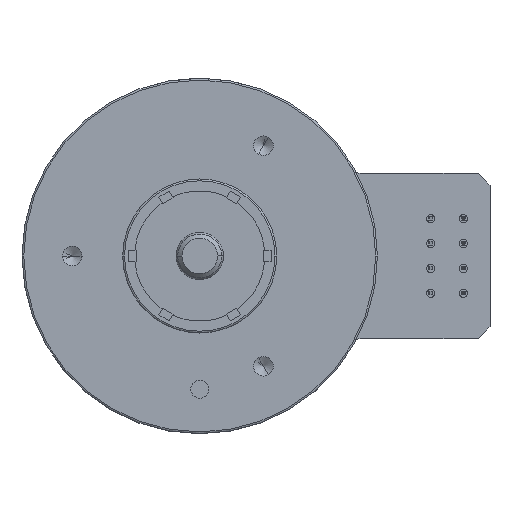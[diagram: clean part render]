
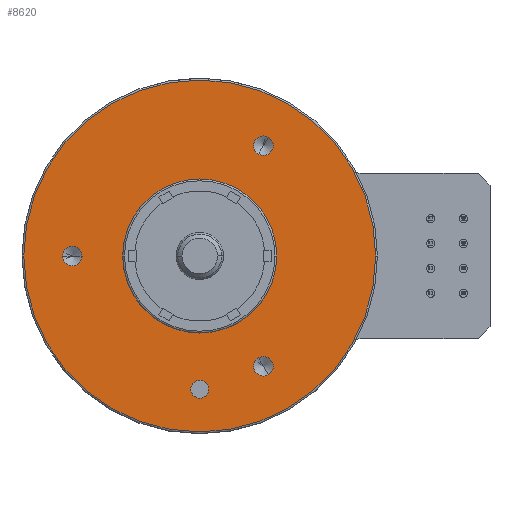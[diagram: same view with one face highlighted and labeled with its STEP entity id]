
A CAD part, left-side view. The second image highlights one B-rep face of the part: STEP entity #8620.
In plain terms, the highlighted planar face has unit normal (-1, 0, 0).
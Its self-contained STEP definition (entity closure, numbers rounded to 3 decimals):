
#1283=CARTESIAN_POINT('',(23.1,0.,0.));
#1284=DIRECTION('',(-1.,0.,0.));
#1285=DIRECTION('',(0.,-1.,0.));
#1286=AXIS2_PLACEMENT_3D('',#1283,#1284,#1285);
#1291=CARTESIAN_POINT('',(23.1,0.,0.));
#1292=DIRECTION('',(-1.,0.,0.));
#1293=DIRECTION('',(0.,1.,0.));
#1294=AXIS2_PLACEMENT_3D('',#1291,#1292,#1293);
#1299=CARTESIAN_POINT('',(23.1,21.5,0.));
#1300=DIRECTION('',(-1.,0.,0.));
#1301=DIRECTION('',(0.,1.,0.));
#1302=AXIS2_PLACEMENT_3D('',#1299,#1300,#1301);
#1307=CARTESIAN_POINT('',(23.1,21.5,0.));
#1308=DIRECTION('',(-1.,0.,0.));
#1309=DIRECTION('',(0.,-1.,0.));
#1310=AXIS2_PLACEMENT_3D('',#1307,#1308,#1309);
#1315=CARTESIAN_POINT('',(23.1,-10.75,-18.62));
#1316=DIRECTION('',(-1.,0.,0.));
#1317=DIRECTION('',(0.,-0.5,-0.866));
#1318=AXIS2_PLACEMENT_3D('',#1315,#1316,#1317);
#1323=CARTESIAN_POINT('',(23.1,-10.75,-18.62));
#1324=DIRECTION('',(-1.,0.,0.));
#1325=DIRECTION('',(0.,0.5,0.866));
#1326=AXIS2_PLACEMENT_3D('',#1323,#1324,#1325);
#1331=CARTESIAN_POINT('',(23.1,-10.75,18.62));
#1332=DIRECTION('',(-1.,0.,0.));
#1333=DIRECTION('',(0.,-0.5,0.866));
#1334=AXIS2_PLACEMENT_3D('',#1331,#1332,#1333);
#1339=CARTESIAN_POINT('',(23.1,-10.75,18.62));
#1340=DIRECTION('',(-1.,0.,0.));
#1341=DIRECTION('',(0.,0.5,-0.866));
#1342=AXIS2_PLACEMENT_3D('',#1339,#1340,#1341);
#1347=CARTESIAN_POINT('',(23.1,0.,-22.5));
#1348=DIRECTION('',(1.,0.,0.));
#1349=DIRECTION('',(0.,1.,0.));
#1350=AXIS2_PLACEMENT_3D('',#1347,#1348,#1349);
#1355=CARTESIAN_POINT('',(23.1,0.,-22.5));
#1356=DIRECTION('',(1.,0.,0.));
#1357=DIRECTION('',(0.,-1.,0.));
#1358=AXIS2_PLACEMENT_3D('',#1355,#1356,#1357);
#1514=CARTESIAN_POINT('',(23.1,0.,0.));
#1515=DIRECTION('',(-1.,0.,0.));
#1516=DIRECTION('',(0.,1.,0.));
#1517=AXIS2_PLACEMENT_3D('',#1514,#1515,#1516);
#1695=CARTESIAN_POINT('',(23.1,0.,0.));
#1696=DIRECTION('',(1.,0.,0.));
#1697=DIRECTION('',(0.,1.,0.));
#1698=AXIS2_PLACEMENT_3D('',#1695,#1696,#1697);
#6590=CARTESIAN_POINT('',(23.1,13.,0.));
#6591=CARTESIAN_POINT('',(23.1,-13.,0.));
#6592=VERTEX_POINT('',#6590);
#6593=VERTEX_POINT('',#6591);
#6594=CARTESIAN_POINT('',(23.1,-29.7,0.));
#6595=CARTESIAN_POINT('',(23.1,29.7,0.));
#6596=VERTEX_POINT('',#6594);
#6597=VERTEX_POINT('',#6595);
#6648=CARTESIAN_POINT('',(23.1,23.15,0.));
#6649=CARTESIAN_POINT('',(23.1,19.85,0.));
#6650=VERTEX_POINT('',#6648);
#6651=VERTEX_POINT('',#6649);
#6658=CARTESIAN_POINT('',(23.1,-11.575,-20.048));
#6659=CARTESIAN_POINT('',(23.1,-9.925,-17.191));
#6660=VERTEX_POINT('',#6658);
#6661=VERTEX_POINT('',#6659);
#6668=CARTESIAN_POINT('',(23.1,-11.575,20.048));
#6669=CARTESIAN_POINT('',(23.1,-9.925,17.191));
#6670=VERTEX_POINT('',#6668);
#6671=VERTEX_POINT('',#6669);
#6676=CARTESIAN_POINT('',(23.1,1.5,-22.5));
#6677=CARTESIAN_POINT('',(23.1,-1.5,-22.5));
#6678=VERTEX_POINT('',#6676);
#6679=VERTEX_POINT('',#6677);
#8580=CARTESIAN_POINT('',(23.1,0.,0.));
#8581=DIRECTION('',(1.,0.,0.));
#8582=DIRECTION('',(0.,-1.,0.));
#8583=AXIS2_PLACEMENT_3D('',#8580,#8581,#8582);
#8584=PLANE('',#8583);
#8586=ORIENTED_EDGE('',*,*,#8585,.F.);
#8587=ORIENTED_EDGE('',*,*,#8563,.F.);
#8588=EDGE_LOOP('',(#8586,#8587));
#8589=FACE_OUTER_BOUND('',#8588,.F.);
#8591=ORIENTED_EDGE('',*,*,#8590,.T.);
#8593=ORIENTED_EDGE('',*,*,#8592,.F.);
#8594=EDGE_LOOP('',(#8591,#8593));
#8595=FACE_BOUND('',#8594,.F.);
#8597=ORIENTED_EDGE('',*,*,#8596,.T.);
#8599=ORIENTED_EDGE('',*,*,#8598,.T.);
#8600=EDGE_LOOP('',(#8597,#8599));
#8601=FACE_BOUND('',#8600,.F.);
#8603=ORIENTED_EDGE('',*,*,#8602,.T.);
#8605=ORIENTED_EDGE('',*,*,#8604,.T.);
#8606=EDGE_LOOP('',(#8603,#8605));
#8607=FACE_BOUND('',#8606,.F.);
#8609=ORIENTED_EDGE('',*,*,#8608,.T.);
#8611=ORIENTED_EDGE('',*,*,#8610,.T.);
#8612=EDGE_LOOP('',(#8609,#8611));
#8613=FACE_BOUND('',#8612,.F.);
#8615=ORIENTED_EDGE('',*,*,#8614,.F.);
#8617=ORIENTED_EDGE('',*,*,#8616,.F.);
#8618=EDGE_LOOP('',(#8615,#8617));
#8619=FACE_BOUND('',#8618,.F.);
#8620=ADVANCED_FACE('',(#8589,#8595,#8601,#8607,#8613,#8619),#8584,.F.);
#1287=CIRCLE('',#1286,29.7);
#1295=CIRCLE('',#1294,29.7);
#1303=CIRCLE('',#1302,1.65);
#1311=CIRCLE('',#1310,1.65);
#1319=CIRCLE('',#1318,1.65);
#1327=CIRCLE('',#1326,1.65);
#1335=CIRCLE('',#1334,1.65);
#1343=CIRCLE('',#1342,1.65);
#1351=CIRCLE('',#1350,1.5);
#1359=CIRCLE('',#1358,1.5);
#1518=CIRCLE('',#1517,13.);
#1699=CIRCLE('',#1698,13.);
#8563=EDGE_CURVE('',#6597,#6596,#1295,.T.);
#8585=EDGE_CURVE('',#6596,#6597,#1287,.T.);
#8590=EDGE_CURVE('',#6592,#6593,#1518,.T.);
#8592=EDGE_CURVE('',#6592,#6593,#1699,.T.);
#8596=EDGE_CURVE('',#6650,#6651,#1303,.T.);
#8598=EDGE_CURVE('',#6651,#6650,#1311,.T.);
#8602=EDGE_CURVE('',#6660,#6661,#1319,.T.);
#8604=EDGE_CURVE('',#6661,#6660,#1327,.T.);
#8608=EDGE_CURVE('',#6670,#6671,#1335,.T.);
#8610=EDGE_CURVE('',#6671,#6670,#1343,.T.);
#8614=EDGE_CURVE('',#6678,#6679,#1351,.T.);
#8616=EDGE_CURVE('',#6679,#6678,#1359,.T.);
